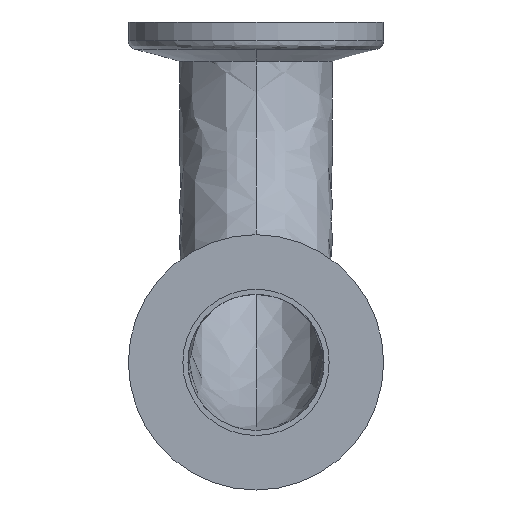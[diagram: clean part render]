
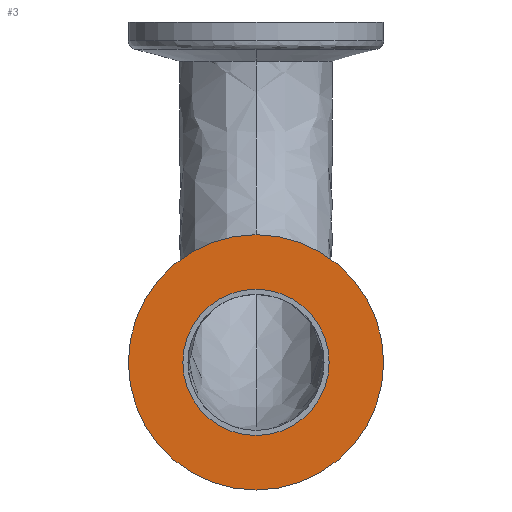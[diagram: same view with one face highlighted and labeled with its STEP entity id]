
A CAD part, front view. The second image highlights one B-rep face of the part: STEP entity #3.
In plain terms, the highlighted planar face has unit normal (0, -1, 0).
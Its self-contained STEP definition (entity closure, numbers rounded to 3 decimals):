
#3 = ADVANCED_FACE ( 'NONE', ( #610, #373 ), #1211, .F. ) ;
#25 = AXIS2_PLACEMENT_3D ( 'NONE', #1256, #646, #1492 ) ;
#76 = DIRECTION ( 'NONE',  ( 0., 1., 0. ) ) ;
#103 = AXIS2_PLACEMENT_3D ( 'NONE', #299, #1358, #1115 ) ;
#169 = CIRCLE ( 'NONE', #25, 15. ) ;
#187 = DIRECTION ( 'NONE',  ( 0., 1., 0. ) ) ;
#218 = EDGE_CURVE ( 'NONE', #1491, #731, #1140, .T. ) ;
#271 = CARTESIAN_POINT ( 'NONE',  ( 0., -40., -55. ) ) ;
#286 = EDGE_LOOP ( 'NONE', ( #736, #1474 ) ) ;
#299 = CARTESIAN_POINT ( 'NONE',  ( 0., -40., -40. ) ) ;
#373 = FACE_OUTER_BOUND ( 'NONE', #1432, .T. ) ;
#386 = EDGE_CURVE ( 'NONE', #1226, #1148, #958, .T. ) ;
#610 = FACE_BOUND ( 'NONE', #286, .T. ) ;
#646 = DIRECTION ( 'NONE',  ( 0., 1., 0. ) ) ;
#664 = AXIS2_PLACEMENT_3D ( 'NONE', #1242, #1482, #751 ) ;
#717 = ORIENTED_EDGE ( 'NONE', *, *, #1460, .F. ) ;
#731 = VERTEX_POINT ( 'NONE', #271 ) ;
#736 = ORIENTED_EDGE ( 'NONE', *, *, #386, .F. ) ;
#751 = DIRECTION ( 'NONE',  ( 0., 0., 1. ) ) ;
#862 = ORIENTED_EDGE ( 'NONE', *, *, #218, .F. ) ;
#934 = CARTESIAN_POINT ( 'NONE',  ( 0., -40., -48.6 ) ) ;
#958 = CIRCLE ( 'NONE', #664, 8.6 ) ;
#984 = DIRECTION ( 'NONE',  ( 0., 0., 1. ) ) ;
#1032 = AXIS2_PLACEMENT_3D ( 'NONE', #1455, #76, #1327 ) ;
#1108 = CARTESIAN_POINT ( 'NONE',  ( 0., -40., -25. ) ) ;
#1115 = DIRECTION ( 'NONE',  ( 0., 0., 1. ) ) ;
#1140 = CIRCLE ( 'NONE', #1178, 15. ) ;
#1148 = VERTEX_POINT ( 'NONE', #934 ) ;
#1178 = AXIS2_PLACEMENT_3D ( 'NONE', #1489, #187, #984 ) ;
#1211 = PLANE ( 'NONE',  #1032 ) ;
#1226 = VERTEX_POINT ( 'NONE', #1296 ) ;
#1242 = CARTESIAN_POINT ( 'NONE',  ( 0., -40., -40. ) ) ;
#1256 = CARTESIAN_POINT ( 'NONE',  ( 0., -40., -40. ) ) ;
#1296 = CARTESIAN_POINT ( 'NONE',  ( 0., -40., -31.4 ) ) ;
#1323 = CIRCLE ( 'NONE', #103, 8.6 ) ;
#1327 = DIRECTION ( 'NONE',  ( 0., 0., 1. ) ) ;
#1358 = DIRECTION ( 'NONE',  ( 0., -1., 0. ) ) ;
#1432 = EDGE_LOOP ( 'NONE', ( #862, #717 ) ) ;
#1455 = CARTESIAN_POINT ( 'NONE',  ( 0., -40., -55. ) ) ;
#1460 = EDGE_CURVE ( 'NONE', #731, #1491, #169, .T. ) ;
#1472 = EDGE_CURVE ( 'NONE', #1148, #1226, #1323, .T. ) ;
#1474 = ORIENTED_EDGE ( 'NONE', *, *, #1472, .F. ) ;
#1482 = DIRECTION ( 'NONE',  ( 0., -1., 0. ) ) ;
#1489 = CARTESIAN_POINT ( 'NONE',  ( 0., -40., -40. ) ) ;
#1491 = VERTEX_POINT ( 'NONE', #1108 ) ;
#1492 = DIRECTION ( 'NONE',  ( 0., 0., 1. ) ) ;
